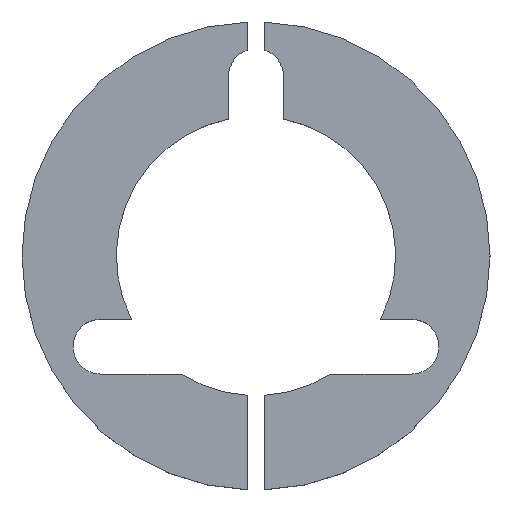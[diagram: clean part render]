
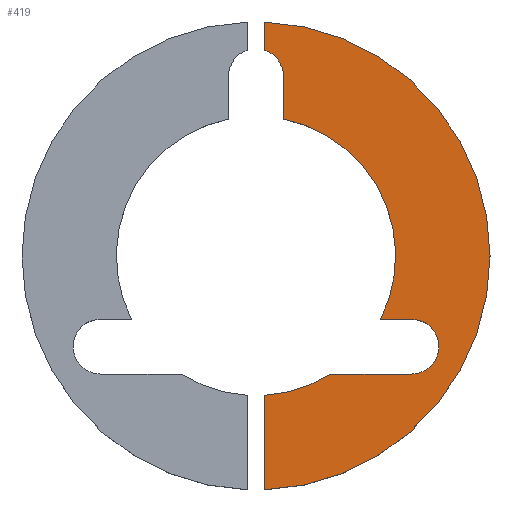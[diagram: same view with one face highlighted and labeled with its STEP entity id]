
A CAD part, top view. The second image highlights one B-rep face of the part: STEP entity #419.
In plain terms, the highlighted planar face has unit normal (0, 0, 1).
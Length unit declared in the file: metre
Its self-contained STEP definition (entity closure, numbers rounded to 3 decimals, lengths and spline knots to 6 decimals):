
#23=CIRCLE('',#468,0.004826);
#25=CIRCLE('',#472,0.024638);
#26=CIRCLE('',#475,0.041275);
#27=CIRCLE('',#476,0.004826);
#28=CIRCLE('',#477,0.024638);
#72=ORIENTED_EDGE('',*,*,#188,.F.);
#73=ORIENTED_EDGE('',*,*,#189,.T.);
#74=ORIENTED_EDGE('',*,*,#190,.F.);
#75=ORIENTED_EDGE('',*,*,#191,.F.);
#76=ORIENTED_EDGE('',*,*,#186,.T.);
#77=ORIENTED_EDGE('',*,*,#183,.F.);
#78=ORIENTED_EDGE('',*,*,#180,.F.);
#79=ORIENTED_EDGE('',*,*,#177,.F.);
#80=ORIENTED_EDGE('',*,*,#174,.T.);
#81=ORIENTED_EDGE('',*,*,#192,.F.);
#174=EDGE_CURVE('',#235,#234,#274,.T.);
#177=EDGE_CURVE('',#235,#237,#23,.T.);
#180=EDGE_CURVE('',#237,#239,#278,.T.);
#183=EDGE_CURVE('',#239,#241,#25,.T.);
#186=EDGE_CURVE('',#243,#241,#282,.T.);
#188=EDGE_CURVE('',#244,#245,#284,.T.);
#189=EDGE_CURVE('',#244,#246,#26,.T.);
#190=EDGE_CURVE('',#247,#246,#285,.T.);
#191=EDGE_CURVE('',#243,#247,#27,.T.);
#192=EDGE_CURVE('',#245,#234,#28,.T.);
#234=VERTEX_POINT('',#651);
#235=VERTEX_POINT('',#653);
#237=VERTEX_POINT('',#659);
#239=VERTEX_POINT('',#665);
#241=VERTEX_POINT('',#671);
#243=VERTEX_POINT('',#677);
#244=VERTEX_POINT('',#681);
#245=VERTEX_POINT('',#682);
#246=VERTEX_POINT('',#684);
#247=VERTEX_POINT('',#686);
#274=LINE('',#652,#314);
#278=LINE('',#664,#318);
#282=LINE('',#676,#322);
#284=LINE('',#680,#324);
#285=LINE('',#685,#325);
#314=VECTOR('',#517,1.);
#318=VECTOR('',#529,1.);
#322=VECTOR('',#541,1.);
#324=VECTOR('',#545,1.);
#325=VECTOR('',#548,1.);
#357=EDGE_LOOP('',(#72,#73,#74,#75,#76,#77,#78,#79,#80,#81));
#381=FACE_BOUND('',#357,.T.);
#403=PLANE('',#474);
#419=ADVANCED_FACE('',(#381),#403,.T.);
#468=AXIS2_PLACEMENT_3D('',#658,#523,#524);
#472=AXIS2_PLACEMENT_3D('',#670,#535,#536);
#474=AXIS2_PLACEMENT_3D('',#679,#543,#544);
#475=AXIS2_PLACEMENT_3D('',#683,#546,#547);
#476=AXIS2_PLACEMENT_3D('',#687,#549,#550);
#477=AXIS2_PLACEMENT_3D('',#688,#551,#552);
#517=DIRECTION('',(-1.,0.,0.));
#523=DIRECTION('',(0.,0.,1.));
#524=DIRECTION('',(1.,0.,0.));
#529=DIRECTION('',(-1.,0.,0.));
#535=DIRECTION('',(0.,0.,1.));
#536=DIRECTION('',(1.,0.,0.));
#541=DIRECTION('',(0.,-1.,0.));
#543=DIRECTION('',(0.,0.,1.));
#544=DIRECTION('',(1.,0.,0.));
#545=DIRECTION('',(0.,1.,0.));
#546=DIRECTION('',(0.,0.,1.));
#547=DIRECTION('',(1.,0.,0.));
#548=DIRECTION('',(0.,1.,0.));
#549=DIRECTION('',(0.,0.,1.));
#550=DIRECTION('',(1.,0.,0.));
#551=DIRECTION('',(0.,0.,1.));
#552=DIRECTION('',(1.,0.,0.));
#651=CARTESIAN_POINT('',(-0.027997,-0.04225,0.008128));
#652=CARTESIAN_POINT('',(-0.020862,-0.04225,0.008128));
#653=CARTESIAN_POINT('',(-0.013727,-0.04225,0.008128));
#658=CARTESIAN_POINT('',(-0.013727,-0.037424,0.008128));
#659=CARTESIAN_POINT('',(-0.013727,-0.032598,0.008128));
#664=CARTESIAN_POINT('',(-0.016464,-0.032598,0.008128));
#665=CARTESIAN_POINT('',(-0.019201,-0.032598,0.008128));
#670=CARTESIAN_POINT('',(-0.041159,-0.021422,0.008128));
#671=CARTESIAN_POINT('',(-0.036333,0.002738,0.008128));
#676=CARTESIAN_POINT('',(-0.036333,0.006533,0.008128));
#677=CARTESIAN_POINT('',(-0.036333,0.010328,0.008128));
#679=CARTESIAN_POINT('',(-0.041159,-0.021422,0.008128));
#680=CARTESIAN_POINT('',(-0.039635,-0.021422,0.008128));
#681=CARTESIAN_POINT('',(-0.039635,-0.062669,0.008128));
#682=CARTESIAN_POINT('',(-0.039635,-0.046013,0.008128));
#683=CARTESIAN_POINT('',(-0.041159,-0.021422,0.008128));
#684=CARTESIAN_POINT('',(-0.039635,0.019825,0.008128));
#685=CARTESIAN_POINT('',(-0.039635,-0.021422,0.008128));
#686=CARTESIAN_POINT('',(-0.039635,0.014907,0.008128));
#687=CARTESIAN_POINT('',(-0.041159,0.010328,0.008128));
#688=CARTESIAN_POINT('',(-0.041159,-0.021422,0.008128));
